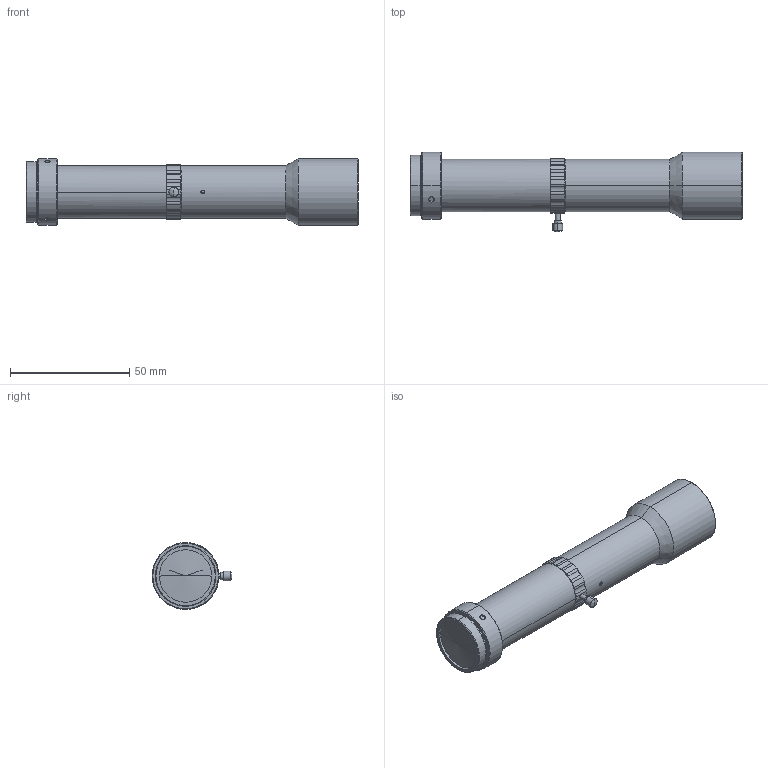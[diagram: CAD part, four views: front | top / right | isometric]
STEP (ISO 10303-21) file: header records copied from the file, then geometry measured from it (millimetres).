
FILE_DESCRIPTION (( 'STEP AP203' ), '1' );
FILE_NAME ('WWH10-110AT-G.STEP', '2019-11-22T02:33:21', ( 'Windows 蚚誧' ), ( '' ), 'SwSTEP 2.0', 'SolidWorks 2017', '' );
FILE_SCHEMA (( 'CONFIG_CONTROL_DESIGN' ));
Length unit declared in the file: millimetre
Products named in the file (1): WWH10-110AT-G
Bounding box: 138.94 x 33.34 x 28 mm (x, y, z)
Volume: 61227.7 mm3; surface area: 12245.3 mm2
Topology: 1 solids, 1 shells, 125 faces, 311 edges, 198 vertices
Faces by surface type: cylinder 84, plane 20, cone 19, bspline 2
Entity records: 4114 total; most frequent: CARTESIAN_POINT 966, DIRECTION 712, ORIENTED_EDGE 614, AXIS2_PLACEMENT_3D 308, EDGE_CURVE 307, VERTEX_POINT 198, CIRCLE 184, EDGE_LOOP 139
